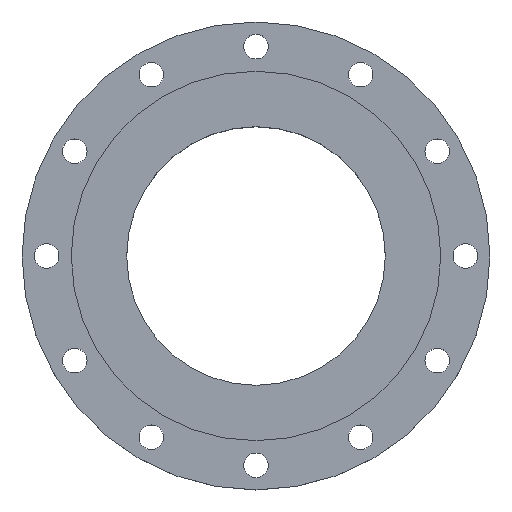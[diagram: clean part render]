
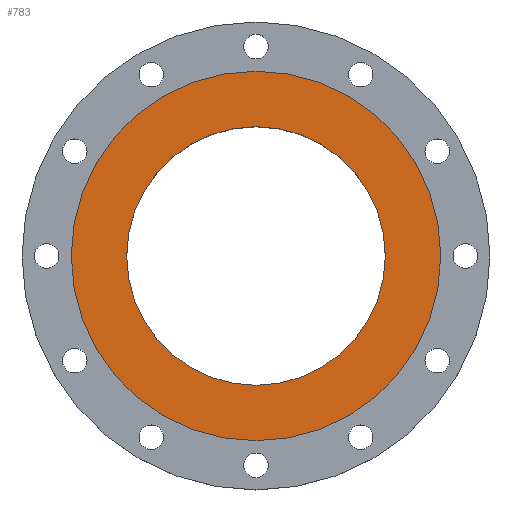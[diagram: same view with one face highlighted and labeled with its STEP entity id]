
A CAD part, top view. The second image highlights one B-rep face of the part: STEP entity #783.
In plain terms, the highlighted planar face has unit normal (0, 0, 1).
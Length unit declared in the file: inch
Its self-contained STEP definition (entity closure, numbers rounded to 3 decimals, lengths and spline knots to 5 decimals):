
#24 = AXIS2_PLACEMENT_3D ( 'NONE', #698, #791, #322 ) ;
#30 = EDGE_CURVE ( 'NONE', #781, #565, #1027, .T. ) ;
#159 = ORIENTED_EDGE ( 'NONE', *, *, #863, .F. ) ;
#173 = CARTESIAN_POINT ( 'NONE',  ( 0., 0., 0. ) ) ;
#195 = DIRECTION ( 'NONE',  ( 0., 0., 1. ) ) ;
#222 = VERTEX_POINT ( 'NONE', #1172 ) ;
#248 = CIRCLE ( 'NONE', #775, 7.5 ) ;
#301 = FACE_BOUND ( 'NONE', #1238, .T. ) ;
#314 = CIRCLE ( 'NONE', #1204, 5.25 ) ;
#322 = DIRECTION ( 'NONE',  ( 1., 0., 0. ) ) ;
#326 = CARTESIAN_POINT ( 'NONE',  ( -5.25, 0., 0. ) ) ;
#356 = AXIS2_PLACEMENT_3D ( 'NONE', #1475, #906, #1370 ) ;
#409 = DIRECTION ( 'NONE',  ( 1., 0., 0. ) ) ;
#418 = CARTESIAN_POINT ( 'NONE',  ( 7.5, 0., 0. ) ) ;
#441 = DIRECTION ( 'NONE',  ( 1., 0., 0. ) ) ;
#493 = EDGE_LOOP ( 'NONE', ( #1052, #1309 ) ) ;
#565 = VERTEX_POINT ( 'NONE', #1046 ) ;
#568 = CARTESIAN_POINT ( 'NONE',  ( 0., 0., 0. ) ) ;
#602 = AXIS2_PLACEMENT_3D ( 'NONE', #777, #627, #1099 ) ;
#627 = DIRECTION ( 'NONE',  ( 0., 0., -1. ) ) ;
#647 = PLANE ( 'NONE',  #602 ) ;
#698 = CARTESIAN_POINT ( 'NONE',  ( 0., 0., 0. ) ) ;
#758 = EDGE_CURVE ( 'NONE', #1342, #222, #314, .T. ) ;
#763 = FACE_OUTER_BOUND ( 'NONE', #493, .T. ) ;
#775 = AXIS2_PLACEMENT_3D ( 'NONE', #568, #1148, #441 ) ;
#777 = CARTESIAN_POINT ( 'NONE',  ( 0., 5.25, 0. ) ) ;
#781 = VERTEX_POINT ( 'NONE', #418 ) ;
#783 = ADVANCED_FACE ( 'NONE', ( #301, #763 ), #647, .F. ) ;
#791 = DIRECTION ( 'NONE',  ( 0., 0., 1. ) ) ;
#863 = EDGE_CURVE ( 'NONE', #222, #1342, #1429, .T. ) ;
#891 = EDGE_CURVE ( 'NONE', #565, #781, #248, .T. ) ;
#906 = DIRECTION ( 'NONE',  ( 0., 0., 1. ) ) ;
#1014 = ORIENTED_EDGE ( 'NONE', *, *, #758, .F. ) ;
#1027 = CIRCLE ( 'NONE', #356, 7.5 ) ;
#1046 = CARTESIAN_POINT ( 'NONE',  ( -7.5, 0., 0. ) ) ;
#1052 = ORIENTED_EDGE ( 'NONE', *, *, #30, .T. ) ;
#1099 = DIRECTION ( 'NONE',  ( -1., 0., 0. ) ) ;
#1148 = DIRECTION ( 'NONE',  ( 0., 0., 1. ) ) ;
#1172 = CARTESIAN_POINT ( 'NONE',  ( 5.25, 0., 0. ) ) ;
#1204 = AXIS2_PLACEMENT_3D ( 'NONE', #173, #195, #409 ) ;
#1238 = EDGE_LOOP ( 'NONE', ( #159, #1014 ) ) ;
#1309 = ORIENTED_EDGE ( 'NONE', *, *, #891, .T. ) ;
#1342 = VERTEX_POINT ( 'NONE', #326 ) ;
#1370 = DIRECTION ( 'NONE',  ( 1., 0., 0. ) ) ;
#1429 = CIRCLE ( 'NONE', #24, 5.25 ) ;
#1475 = CARTESIAN_POINT ( 'NONE',  ( 0., 0., 0. ) ) ;
